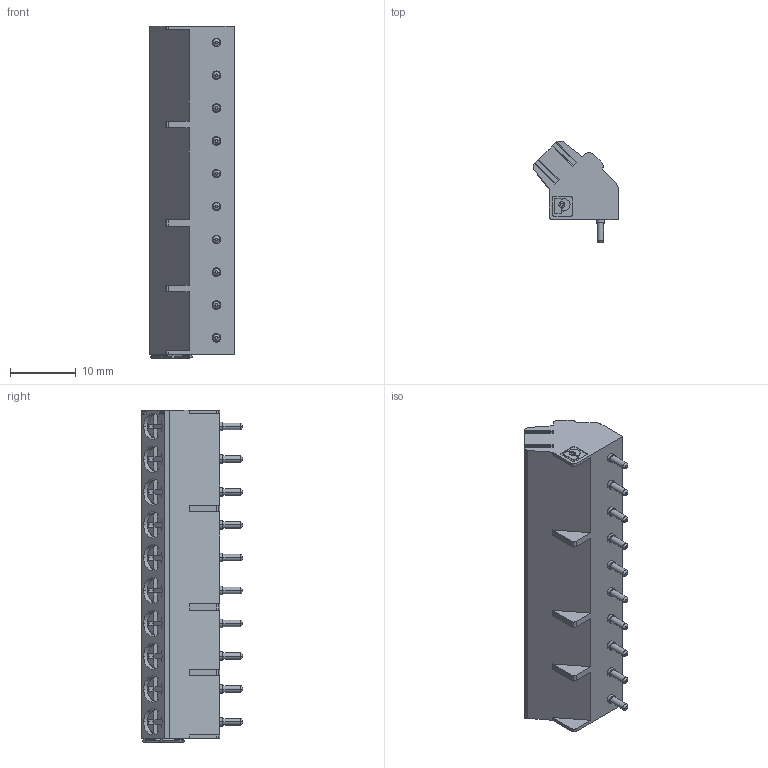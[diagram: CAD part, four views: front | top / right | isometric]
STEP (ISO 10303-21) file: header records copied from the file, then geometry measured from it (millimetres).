
FILE_DESCRIPTION(('STEP AP203'),'1');
FILE_NAME('1988888.stp','2022-02-13T21:37:59',('TraceParts'),('TraceParts S.A.'),'Spatial InterOp 3D',' ',' ');
FILE_SCHEMA(('CONFIG_CONTROL_DESIGN'));
Length unit declared in the file: millimetre
Products named in the file (1): 1
Bounding box: 12.82 x 15.4 x 50.57 mm (x, y, z)
Volume: 4285.4 mm3; surface area: 3768.8 mm2
Topology: 1 solids, 1 shells, 831 faces, 2175 edges, 1410 vertices
Faces by surface type: plane 442, cylinder 249, cone 80, torus 60
Entity records: 28781 total; most frequent: CARTESIAN_POINT 7867, DIRECTION 4457, ORIENTED_EDGE 4350, EDGE_CURVE 2175, AXIS2_PLACEMENT_3D 1610, VERTEX_POINT 1410, LINE 1237, VECTOR 1237
